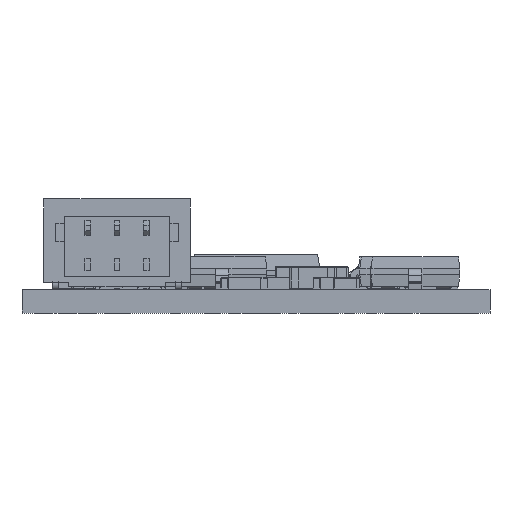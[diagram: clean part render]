
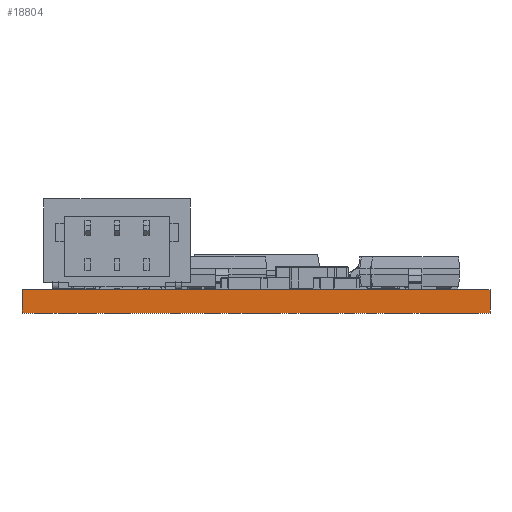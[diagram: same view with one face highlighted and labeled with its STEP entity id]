
A CAD part, front view. The second image highlights one B-rep face of the part: STEP entity #18804.
In plain terms, the highlighted planar face has unit normal (0, -1, 0).
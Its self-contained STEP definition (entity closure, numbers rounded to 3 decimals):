
#809=PLANE('',#20143);
#1701=FACE_OUTER_BOUND('',#2776,.T.);
#2776=EDGE_LOOP('',(#13466,#13467,#13468,#13469));
#4057=LINE('',#27148,#6322);
#4058=LINE('',#27151,#6323);
#4059=LINE('',#27153,#6324);
#4060=LINE('',#27154,#6325);
#6322=VECTOR('',#21875,10.);
#6323=VECTOR('',#21878,10.);
#6324=VECTOR('',#21879,10.);
#6325=VECTOR('',#21880,10.);
#8993=VERTEX_POINT('',#27144);
#8994=VERTEX_POINT('',#27146);
#8995=VERTEX_POINT('',#27150);
#8996=VERTEX_POINT('',#27152);
#10757=EDGE_CURVE('',#8993,#8994,#4057,.T.);
#10758=EDGE_CURVE('',#8995,#8993,#4058,.T.);
#10759=EDGE_CURVE('',#8996,#8994,#4059,.T.);
#10760=EDGE_CURVE('',#8995,#8996,#4060,.T.);
#13466=ORIENTED_EDGE('',*,*,#10758,.T.);
#13467=ORIENTED_EDGE('',*,*,#10757,.T.);
#13468=ORIENTED_EDGE('',*,*,#10759,.F.);
#13469=ORIENTED_EDGE('',*,*,#10760,.F.);
#18804=ADVANCED_FACE('',(#1701),#809,.T.);
#20143=AXIS2_PLACEMENT_3D('',#27149,#21876,#21877);
#21875=DIRECTION('',(0.,0.,1.));
#21876=DIRECTION('center_axis',(0.,-1.,0.));
#21877=DIRECTION('ref_axis',(1.,0.,0.));
#21878=DIRECTION('',(1.,0.,0.));
#21879=DIRECTION('',(1.,0.,0.));
#21880=DIRECTION('',(0.,0.,1.));
#27144=CARTESIAN_POINT('',(16.,0.,0.));
#27146=CARTESIAN_POINT('',(16.,0.,0.8));
#27148=CARTESIAN_POINT('',(16.,0.,0.));
#27149=CARTESIAN_POINT('Origin',(0.,0.,0.));
#27150=CARTESIAN_POINT('',(0.,0.,0.));
#27151=CARTESIAN_POINT('',(0.,0.,0.));
#27152=CARTESIAN_POINT('',(0.,0.,0.8));
#27153=CARTESIAN_POINT('',(0.,0.,0.8));
#27154=CARTESIAN_POINT('',(0.,0.,0.));
